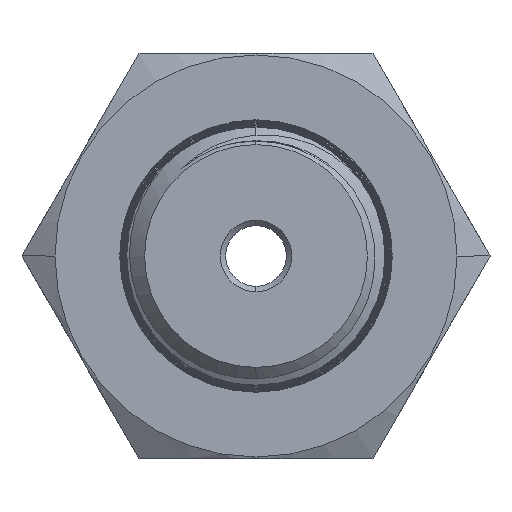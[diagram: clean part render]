
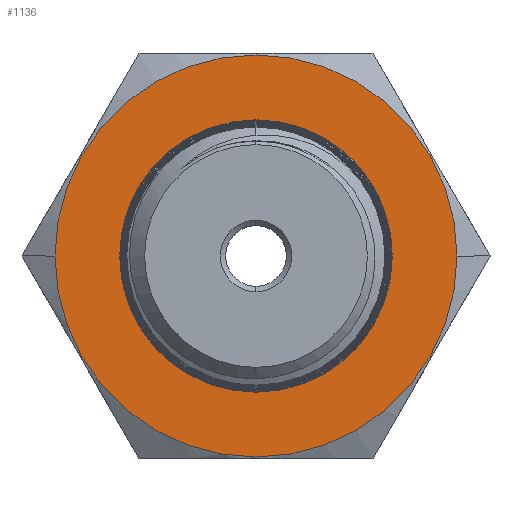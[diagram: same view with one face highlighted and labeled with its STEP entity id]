
A CAD part, left-side view. The second image highlights one B-rep face of the part: STEP entity #1136.
In plain terms, the highlighted planar face has unit normal (-1, 0, 0).
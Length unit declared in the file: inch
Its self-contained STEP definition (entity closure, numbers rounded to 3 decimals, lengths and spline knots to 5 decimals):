
#64 = CARTESIAN_POINT ( 'NONE',  ( -0.995, 0., 0. ) ) ;
#82 = CARTESIAN_POINT ( 'NONE',  ( -0.995, 0., 0.42 ) ) ;
#166 = ORIENTED_EDGE ( 'NONE', *, *, #13920, .T. ) ;
#747 = CARTESIAN_POINT ( 'NONE',  ( -0.995, 0., 0. ) ) ;
#957 = EDGE_CURVE ( 'NONE', #1505, #7975, #1468, .T. ) ;
#1087 = AXIS2_PLACEMENT_3D ( 'NONE', #6406, #10862, #13735 ) ;
#1136 = ADVANCED_FACE ( 'NONE', ( #1685, #7332 ), #5076, .T. ) ;
#1468 = CIRCLE ( 'NONE', #1087, 0.42 ) ;
#1505 = VERTEX_POINT ( 'NONE', #5509 ) ;
#1537 = DIRECTION ( 'NONE',  ( 0., -1., 0. ) ) ;
#1685 = FACE_BOUND ( 'NONE', #10070, .T. ) ;
#1758 = EDGE_CURVE ( 'NONE', #7975, #1505, #3740, .T. ) ;
#1900 = EDGE_CURVE ( 'NONE', #12092, #2483, #4191, .T. ) ;
#2228 = ORIENTED_EDGE ( 'NONE', *, *, #1900, .T. ) ;
#2483 = VERTEX_POINT ( 'NONE', #9025 ) ;
#3740 = CIRCLE ( 'NONE', #8520, 0.42 ) ;
#3895 = CARTESIAN_POINT ( 'NONE',  ( -0.995, 0.62, 0. ) ) ;
#4191 = CIRCLE ( 'NONE', #16899, 0.62 ) ;
#5076 = PLANE ( 'NONE',  #13603 ) ;
#5104 = DIRECTION ( 'NONE',  ( 0., -1., 0. ) ) ;
#5509 = CARTESIAN_POINT ( 'NONE',  ( -0.995, 0., -0.42 ) ) ;
#6406 = CARTESIAN_POINT ( 'NONE',  ( -0.995, 0., 0. ) ) ;
#6469 = CARTESIAN_POINT ( 'NONE',  ( -0.995, 0., -0.42 ) ) ;
#7108 = CARTESIAN_POINT ( 'NONE',  ( -0.995, 0., 0. ) ) ;
#7332 = FACE_OUTER_BOUND ( 'NONE', #9565, .T. ) ;
#7975 = VERTEX_POINT ( 'NONE', #82 ) ;
#8520 = AXIS2_PLACEMENT_3D ( 'NONE', #7108, #9984, #11403 ) ;
#9025 = CARTESIAN_POINT ( 'NONE',  ( -0.995, -0.62, 0. ) ) ;
#9565 = EDGE_LOOP ( 'NONE', ( #2228, #166 ) ) ;
#9984 = DIRECTION ( 'NONE',  ( -1., 0., 0. ) ) ;
#10070 = EDGE_LOOP ( 'NONE', ( #13633, #17257 ) ) ;
#10165 = DIRECTION ( 'NONE',  ( -1., 0., 0. ) ) ;
#10862 = DIRECTION ( 'NONE',  ( -1., 0., 0. ) ) ;
#11403 = DIRECTION ( 'NONE',  ( 0., 0., 1. ) ) ;
#11911 = AXIS2_PLACEMENT_3D ( 'NONE', #747, #13820, #5104 ) ;
#12092 = VERTEX_POINT ( 'NONE', #3895 ) ;
#13603 = AXIS2_PLACEMENT_3D ( 'NONE', #6469, #18099, #16555 ) ;
#13633 = ORIENTED_EDGE ( 'NONE', *, *, #1758, .F. ) ;
#13735 = DIRECTION ( 'NONE',  ( 0., 0., 1. ) ) ;
#13820 = DIRECTION ( 'NONE',  ( -1., 0., 0. ) ) ;
#13920 = EDGE_CURVE ( 'NONE', #2483, #12092, #14573, .T. ) ;
#14573 = CIRCLE ( 'NONE', #11911, 0.62 ) ;
#16555 = DIRECTION ( 'NONE',  ( 0., 0., 1. ) ) ;
#16899 = AXIS2_PLACEMENT_3D ( 'NONE', #64, #10165, #1537 ) ;
#17257 = ORIENTED_EDGE ( 'NONE', *, *, #957, .F. ) ;
#18099 = DIRECTION ( 'NONE',  ( -1., 0., 0. ) ) ;
